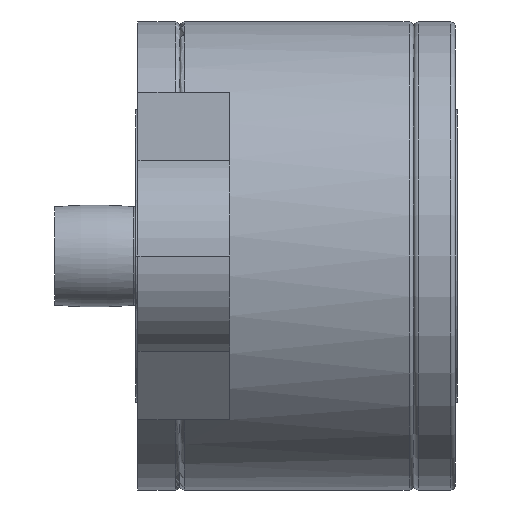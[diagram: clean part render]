
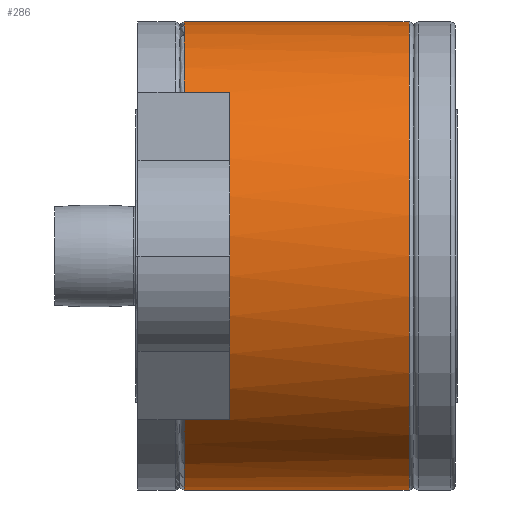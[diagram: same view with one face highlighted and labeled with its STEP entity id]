
A CAD part, front view. The second image highlights one B-rep face of the part: STEP entity #286.
In plain terms, the highlighted cylindrical face has radius 115 mm (diameter 230 mm), a partial arc.
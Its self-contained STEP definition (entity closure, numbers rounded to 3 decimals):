
#286=ADVANCED_FACE('',(#809),#810,.T.);
#809=FACE_OUTER_BOUND('',#1346,.T.);
#810=CYLINDRICAL_SURFACE('',#1347,115.0);
#1346=EDGE_LOOP('',(#3246,#3247,#3248,#3249,#3250,#3251,#3252,#3253,#3254));
#1347=AXIS2_PLACEMENT_3D('',#3255,#3256,#3257);
#3246=ORIENTED_EDGE('',*,*,#3340,.T.);
#3247=ORIENTED_EDGE('',*,*,#3921,.F.);
#3248=ORIENTED_EDGE('',*,*,#3920,.F.);
#3249=ORIENTED_EDGE('',*,*,#3342,.T.);
#3250=ORIENTED_EDGE('',*,*,#3919,.T.);
#3251=ORIENTED_EDGE('',*,*,#3901,.T.);
#3252=ORIENTED_EDGE('',*,*,#3895,.T.);
#3253=ORIENTED_EDGE('',*,*,#3904,.T.);
#3254=ORIENTED_EDGE('',*,*,#3918,.T.);
#3255=CARTESIAN_POINT('',(79.0,0.0,0.0));
#3256=DIRECTION('',(1.0,0.0,0.0));
#3257=DIRECTION('',(0.0,0.0,-1.0));
#3340=EDGE_CURVE('',#3964,#3965,#3966,.T.);
#3342=EDGE_CURVE('',#3969,#3967,#3970,.T.);
#3895=EDGE_CURVE('',#4895,#4896,#4897,.T.);
#3901=EDGE_CURVE('',#4888,#4895,#4905,.T.);
#3904=EDGE_CURVE('',#4896,#4889,#4909,.T.);
#3918=EDGE_CURVE('',#4889,#3964,#4928,.T.);
#3919=EDGE_CURVE('',#3967,#4888,#4929,.T.);
#3920=EDGE_CURVE('',#3969,#4930,#4931,.T.);
#3921=EDGE_CURVE('',#4930,#3965,#4932,.T.);
#3964=VERTEX_POINT('',#4980);
#3965=VERTEX_POINT('',#4981);
#3966=LINE('',#4982,#4983);
#3967=VERTEX_POINT('',#4984);
#3969=VERTEX_POINT('',#4986);
#3970=LINE('',#4987,#4988);
#4888=VERTEX_POINT('',#6281);
#4889=VERTEX_POINT('',#6282);
#4895=VERTEX_POINT('',#6290);
#4896=VERTEX_POINT('',#6291);
#4897=CIRCLE('',#6292,115.0);
#4905=LINE('',#6304,#6305);
#4909=LINE('',#6311,#6312);
#4928=CIRCLE('',#6331,115.0);
#4929=CIRCLE('',#6332,115.0);
#4930=VERTEX_POINT('',#6333);
#4931=CIRCLE('',#6334,115.0);
#4932=CIRCLE('',#6335,115.0);
#4980=CARTESIAN_POINT('',(23.8,0.,-115.0));
#4981=CARTESIAN_POINT('',(134.2,0.,-115.0));
#4982=CARTESIAN_POINT('',(79.0,0.,-115.0));
#4983=VECTOR('',#6393,1.0);
#4984=CARTESIAN_POINT('',(23.8,0.,115.0));
#4986=CARTESIAN_POINT('',(134.2,0.,115.0));
#4987=CARTESIAN_POINT('',(79.0,0.,115.0));
#4988=VECTOR('',#6397,1.0);
#6281=CARTESIAN_POINT('',(23.8,-82.126,80.5));
#6282=CARTESIAN_POINT('',(23.8,-82.126,-80.5));
#6290=CARTESIAN_POINT('',(46.0,-82.126,80.5));
#6291=CARTESIAN_POINT('',(46.0,-82.126,-80.5));
#6292=AXIS2_PLACEMENT_3D('',#7425,#7426,#7427);
#6304=CARTESIAN_POINT('',(34.9,-82.126,80.5));
#6305=VECTOR('',#7435,1.0);
#6311=CARTESIAN_POINT('',(34.9,-82.126,-80.5));
#6312=VECTOR('',#7438,1.0);
#6331=AXIS2_PLACEMENT_3D('',#7478,#7479,#7480);
#6332=AXIS2_PLACEMENT_3D('',#7481,#7482,#7483);
#6333=CARTESIAN_POINT('',(134.2,-115.0,0.0));
#6334=AXIS2_PLACEMENT_3D('',#7484,#7485,#7486);
#6335=AXIS2_PLACEMENT_3D('',#7487,#7488,#7489);
#6393=DIRECTION('',(1.0,0.0,0.0));
#6397=DIRECTION('',(-1.0,-0.0,-0.0));
#7425=CARTESIAN_POINT('',(46.0,0.0,0.0));
#7426=DIRECTION('',(1.0,0.,0.));
#7427=DIRECTION('',(0.,0.,-1.0));
#7435=DIRECTION('',(1.0,0.0,0.0));
#7438=DIRECTION('',(-1.0,-0.0,0.0));
#7478=CARTESIAN_POINT('',(23.8,0.,0.));
#7479=DIRECTION('',(1.0,0.0,0.0));
#7480=DIRECTION('',(0.0,0.0,-1.0));
#7481=CARTESIAN_POINT('',(23.8,0.,0.));
#7482=DIRECTION('',(1.0,0.0,0.0));
#7483=DIRECTION('',(0.0,0.0,-1.0));
#7484=CARTESIAN_POINT('',(134.2,0.,0.0));
#7485=DIRECTION('',(1.0,0.0,0.0));
#7486=DIRECTION('',(0.0,0.0,-1.0));
#7487=CARTESIAN_POINT('',(134.2,0.,0.0));
#7488=DIRECTION('',(1.0,0.0,0.0));
#7489=DIRECTION('',(0.0,0.0,-1.0));
